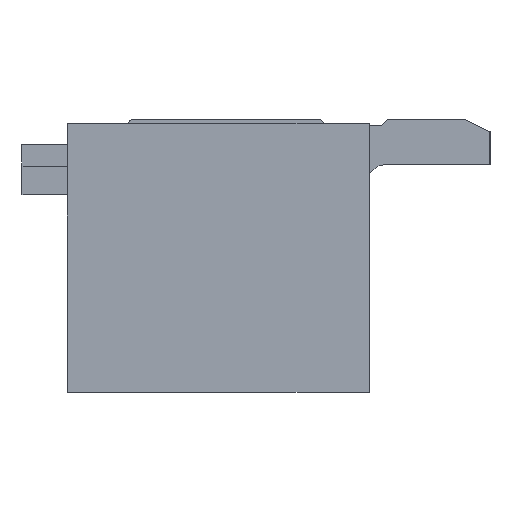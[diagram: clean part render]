
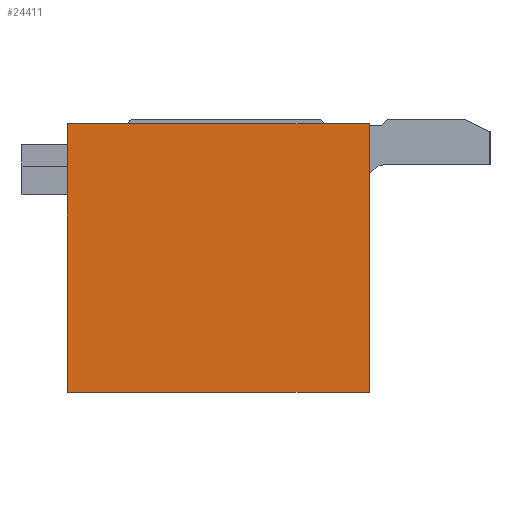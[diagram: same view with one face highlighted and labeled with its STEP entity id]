
A CAD part, left-side view. The second image highlights one B-rep face of the part: STEP entity #24411.
In plain terms, the highlighted planar face has unit normal (-1, 0, 0).
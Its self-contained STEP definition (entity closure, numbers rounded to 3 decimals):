
#237=DIRECTION('',(0.,-1.,0.));
#238=VECTOR('',#237,5.);
#239=CARTESIAN_POINT('',(-11.9,2.125,-2.225));
#240=LINE('',#239,#238);
#709=DIRECTION('',(0.,0.,1.));
#710=VECTOR('',#709,4.45);
#711=CARTESIAN_POINT('',(-11.9,-2.875,-2.225));
#712=LINE('',#711,#710);
#1925=DIRECTION('',(0.,-1.,0.));
#1926=VECTOR('',#1925,5.);
#1927=CARTESIAN_POINT('',(-11.9,2.125,2.225));
#1928=LINE('',#1927,#1926);
#8873=DIRECTION('',(0.,0.,-1.));
#8874=VECTOR('',#8873,4.45);
#8875=CARTESIAN_POINT('',(-11.9,2.125,2.225));
#8876=LINE('',#8875,#8874);
#8893=CARTESIAN_POINT('',(-11.9,-2.875,-2.225));
#8894=CARTESIAN_POINT('',(-11.9,-2.875,2.225));
#8895=VERTEX_POINT('',#8893);
#8896=VERTEX_POINT('',#8894);
#8901=CARTESIAN_POINT('',(-11.9,2.125,2.225));
#8902=CARTESIAN_POINT('',(-11.9,2.125,-2.225));
#8903=VERTEX_POINT('',#8901);
#8904=VERTEX_POINT('',#8902);
#24400=CARTESIAN_POINT('',(-11.9,2.875,-2.225));
#24401=DIRECTION('',(-1.,0.,0.));
#24402=DIRECTION('',(0.,-1.,0.));
#24403=AXIS2_PLACEMENT_3D('',#24400,#24401,#24402);
#24404=PLANE('',#24403);
#24405=ORIENTED_EDGE('',*,*,#13250,.F.);
#24406=ORIENTED_EDGE('',*,*,#13311,.T.);
#24407=ORIENTED_EDGE('',*,*,#12377,.F.);
#24408=ORIENTED_EDGE('',*,*,#11958,.F.);
#24409=EDGE_LOOP('',(#24405,#24406,#24407,#24408));
#24410=FACE_OUTER_BOUND('',#24409,.F.);
#24411=ADVANCED_FACE('',(#24410),#24404,.T.);
#11958=EDGE_CURVE('',#8904,#8895,#240,.T.);
#12377=EDGE_CURVE('',#8895,#8896,#712,.T.);
#13250=EDGE_CURVE('',#8903,#8904,#8876,.T.);
#13311=EDGE_CURVE('',#8903,#8896,#1928,.T.);
